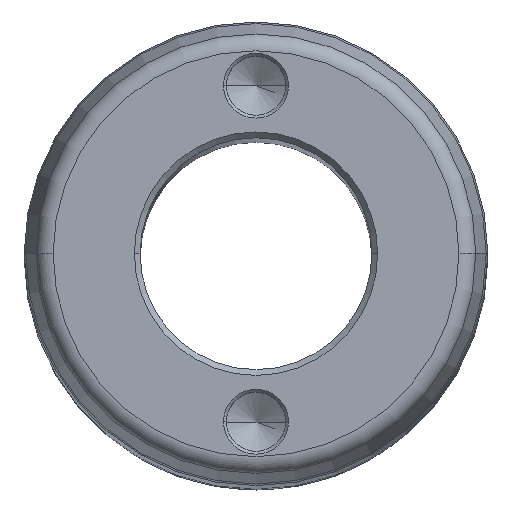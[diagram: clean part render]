
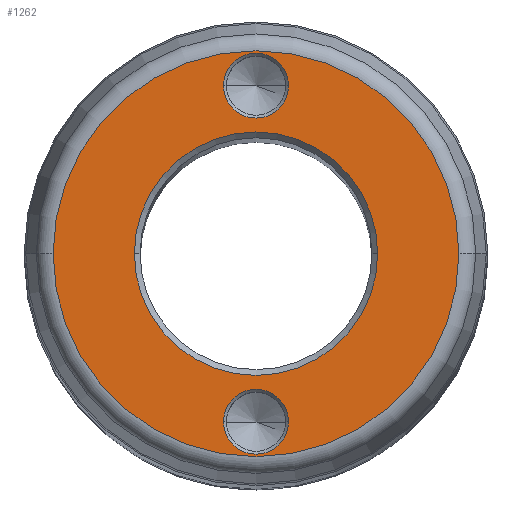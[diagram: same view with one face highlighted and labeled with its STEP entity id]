
A CAD part, top view. The second image highlights one B-rep face of the part: STEP entity #1262.
In plain terms, the highlighted planar face has unit normal (0, 0, 1).
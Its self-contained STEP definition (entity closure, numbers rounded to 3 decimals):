
#8 = CIRCLE ( 'NONE', #1846, 35.019 ) ;
#30 = DIRECTION ( 'NONE',  ( 1., 0., 0. ) ) ;
#39 = VERTEX_POINT ( 'NONE', #636 ) ;
#51 = DIRECTION ( 'NONE',  ( 0., 0., -1. ) ) ;
#68 = DIRECTION ( 'NONE',  ( 0., 0., -1. ) ) ;
#74 = CARTESIAN_POINT ( 'NONE',  ( 0., -29., 450. ) ) ;
#97 = CARTESIAN_POINT ( 'NONE',  ( 0., 0., 450. ) ) ;
#163 = AXIS2_PLACEMENT_3D ( 'NONE', #2163, #1317, #1607 ) ;
#258 = CARTESIAN_POINT ( 'NONE',  ( 0., 0., 450. ) ) ;
#269 = CARTESIAN_POINT ( 'NONE',  ( 0., 29., 450. ) ) ;
#312 = VERTEX_POINT ( 'NONE', #1219 ) ;
#336 = EDGE_LOOP ( 'NONE', ( #2199, #1286 ) ) ;
#356 = AXIS2_PLACEMENT_3D ( 'NONE', #658, #2940, #2364 ) ;
#370 = CARTESIAN_POINT ( 'NONE',  ( 0., -29., 450. ) ) ;
#409 = FACE_BOUND ( 'NONE', #336, .T. ) ;
#481 = EDGE_LOOP ( 'NONE', ( #3549, #1659 ) ) ;
#491 = DIRECTION ( 'NONE',  ( 0., 0., -1. ) ) ;
#600 = CARTESIAN_POINT ( 'NONE',  ( 0., 0., 450. ) ) ;
#632 = CIRCLE ( 'NONE', #163, 35.019 ) ;
#636 = CARTESIAN_POINT ( 'NONE',  ( 5.6, 29., 450. ) ) ;
#650 = DIRECTION ( 'NONE',  ( 1., 0., 0. ) ) ;
#658 = CARTESIAN_POINT ( 'NONE',  ( 0., 29., 450. ) ) ;
#705 = DIRECTION ( 'NONE',  ( 0., 0., 1. ) ) ;
#822 = CIRCLE ( 'NONE', #1276, 21. ) ;
#919 = FACE_BOUND ( 'NONE', #1758, .T. ) ;
#1043 = EDGE_CURVE ( 'NONE', #2678, #3493, #1106, .T. ) ;
#1099 = EDGE_CURVE ( 'NONE', #39, #3656, #2381, .T. ) ;
#1106 = CIRCLE ( 'NONE', #1648, 21. ) ;
#1190 = DIRECTION ( 'NONE',  ( 0., 0., 1. ) ) ;
#1219 = CARTESIAN_POINT ( 'NONE',  ( -5.6, -29., 450. ) ) ;
#1262 = ADVANCED_FACE ( 'NONE', ( #1452, #919, #409, #1537 ), #1950, .T. ) ;
#1276 = AXIS2_PLACEMENT_3D ( 'NONE', #3492, #68, #30 ) ;
#1286 = ORIENTED_EDGE ( 'NONE', *, *, #1043, .T. ) ;
#1317 = DIRECTION ( 'NONE',  ( 0., 0., 1. ) ) ;
#1415 = ORIENTED_EDGE ( 'NONE', *, *, #3028, .T. ) ;
#1448 = ORIENTED_EDGE ( 'NONE', *, *, #2063, .T. ) ;
#1452 = FACE_BOUND ( 'NONE', #2008, .T. ) ;
#1537 = FACE_OUTER_BOUND ( 'NONE', #481, .T. ) ;
#1539 = EDGE_CURVE ( 'NONE', #3141, #2417, #632, .T. ) ;
#1573 = CARTESIAN_POINT ( 'NONE',  ( -21., 0., 450. ) ) ;
#1607 = DIRECTION ( 'NONE',  ( 1., 0., 0. ) ) ;
#1648 = AXIS2_PLACEMENT_3D ( 'NONE', #258, #3119, #3674 ) ;
#1659 = ORIENTED_EDGE ( 'NONE', *, *, #2453, .T. ) ;
#1758 = EDGE_LOOP ( 'NONE', ( #2691, #1448 ) ) ;
#1846 = AXIS2_PLACEMENT_3D ( 'NONE', #97, #705, #2129 ) ;
#1950 = PLANE ( 'NONE',  #3058 ) ;
#1976 = CIRCLE ( 'NONE', #2105, 5.6 ) ;
#2008 = EDGE_LOOP ( 'NONE', ( #3226, #1415 ) ) ;
#2038 = CARTESIAN_POINT ( 'NONE',  ( 35.019, 0., 450. ) ) ;
#2063 = EDGE_CURVE ( 'NONE', #3656, #39, #2918, .T. ) ;
#2105 = AXIS2_PLACEMENT_3D ( 'NONE', #74, #2614, #2912 ) ;
#2129 = DIRECTION ( 'NONE',  ( 1., 0., 0. ) ) ;
#2163 = CARTESIAN_POINT ( 'NONE',  ( 0., 0., 450. ) ) ;
#2199 = ORIENTED_EDGE ( 'NONE', *, *, #2350, .T. ) ;
#2264 = DIRECTION ( 'NONE',  ( 1., 0., 0. ) ) ;
#2310 = AXIS2_PLACEMENT_3D ( 'NONE', #370, #51, #2372 ) ;
#2347 = CARTESIAN_POINT ( 'NONE',  ( -35.019, 0., 450. ) ) ;
#2350 = EDGE_CURVE ( 'NONE', #3493, #2678, #822, .T. ) ;
#2364 = DIRECTION ( 'NONE',  ( 1., 0., 0. ) ) ;
#2372 = DIRECTION ( 'NONE',  ( 1., 0., 0. ) ) ;
#2381 = CIRCLE ( 'NONE', #3182, 5.6 ) ;
#2417 = VERTEX_POINT ( 'NONE', #2347 ) ;
#2453 = EDGE_CURVE ( 'NONE', #2417, #3141, #8, .T. ) ;
#2614 = DIRECTION ( 'NONE',  ( 0., 0., -1. ) ) ;
#2673 = VERTEX_POINT ( 'NONE', #3244 ) ;
#2678 = VERTEX_POINT ( 'NONE', #1573 ) ;
#2691 = ORIENTED_EDGE ( 'NONE', *, *, #1099, .T. ) ;
#2760 = CARTESIAN_POINT ( 'NONE',  ( 21., 0., 450. ) ) ;
#2912 = DIRECTION ( 'NONE',  ( 1., 0., 0. ) ) ;
#2918 = CIRCLE ( 'NONE', #356, 5.6 ) ;
#2940 = DIRECTION ( 'NONE',  ( 0., 0., -1. ) ) ;
#3028 = EDGE_CURVE ( 'NONE', #312, #2673, #1976, .T. ) ;
#3047 = EDGE_CURVE ( 'NONE', #2673, #312, #3411, .T. ) ;
#3058 = AXIS2_PLACEMENT_3D ( 'NONE', #600, #1190, #650 ) ;
#3086 = CARTESIAN_POINT ( 'NONE',  ( -5.6, 29., 450. ) ) ;
#3119 = DIRECTION ( 'NONE',  ( 0., 0., -1. ) ) ;
#3141 = VERTEX_POINT ( 'NONE', #2038 ) ;
#3182 = AXIS2_PLACEMENT_3D ( 'NONE', #269, #491, #2264 ) ;
#3226 = ORIENTED_EDGE ( 'NONE', *, *, #3047, .T. ) ;
#3244 = CARTESIAN_POINT ( 'NONE',  ( 5.6, -29., 450. ) ) ;
#3411 = CIRCLE ( 'NONE', #2310, 5.6 ) ;
#3492 = CARTESIAN_POINT ( 'NONE',  ( 0., 0., 450. ) ) ;
#3493 = VERTEX_POINT ( 'NONE', #2760 ) ;
#3549 = ORIENTED_EDGE ( 'NONE', *, *, #1539, .T. ) ;
#3656 = VERTEX_POINT ( 'NONE', #3086 ) ;
#3674 = DIRECTION ( 'NONE',  ( 1., 0., 0. ) ) ;
